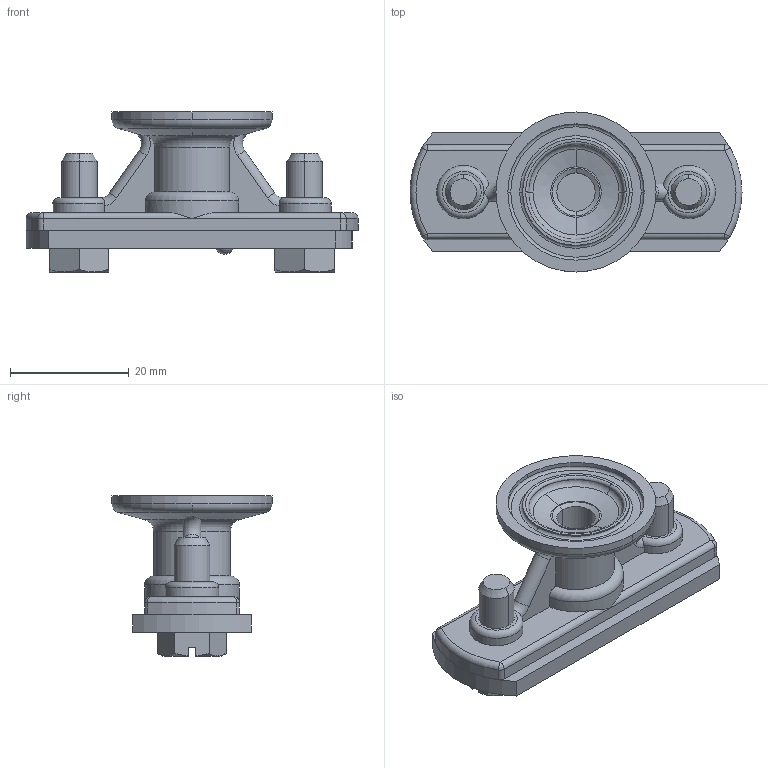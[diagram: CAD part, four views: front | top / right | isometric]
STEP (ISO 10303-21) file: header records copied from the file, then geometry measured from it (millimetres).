
FILE_DESCRIPTION(('Creo Elements/Direct Modeling STEP Export'),'2;1');
FILE_NAME('5230446.stp','2026-01-07T 9:20:50',(''),(''),'Creo Elements/Direct Modeling STEP processor for AP214 (Solid Model)','Creo Elements/Direct Modeling 18.0B 02-Dec-2011 (C) Parametric Technology GmbH','');
FILE_SCHEMA(('AUTOMOTIVE_DESIGN { 1 0 10303 214 1 1 1 1 }'));
Length unit declared in the file: millimetre
Products named in the file (5): SKT-Schraube-M6x16_mit_Kombischlitz.1.1; Ueberleger.1; Unterteil_f_Leitungsstuetze.1; SKT-Schraube-M6x16_mit_Kombischlitz.1.1.1; 5230446
Assembly tree (4 placements, depth 2):
  5230446
    SKT-Schraube-M6x16_mit_Kombischlitz.1.1.1
    Unterteil_f_Leitungsstuetze.1
    Ueberleger.1
    SKT-Schraube-M6x16_mit_Kombischlitz.1.1
Bounding box: 56 x 27 x 27 mm (x, y, z)
Volume: 9364.5 mm3; surface area: 8126.6 mm2
Topology: 4 solids, 4 shells, 234 faces, 645 edges, 415 vertices
Faces by surface type: plane 92, cylinder 50, cone 44, torus 24, bspline 16, sphere 8
Entity records: 13901 total; most frequent: CARTESIAN_POINT 8241, ORIENTED_EDGE 1266, DIRECTION 860, EDGE_CURVE 633, VERTEX_POINT 415, AXIS2_PLACEMENT_3D 327, EDGE_LOOP 250, FACE_OUTER_BOUND 234
